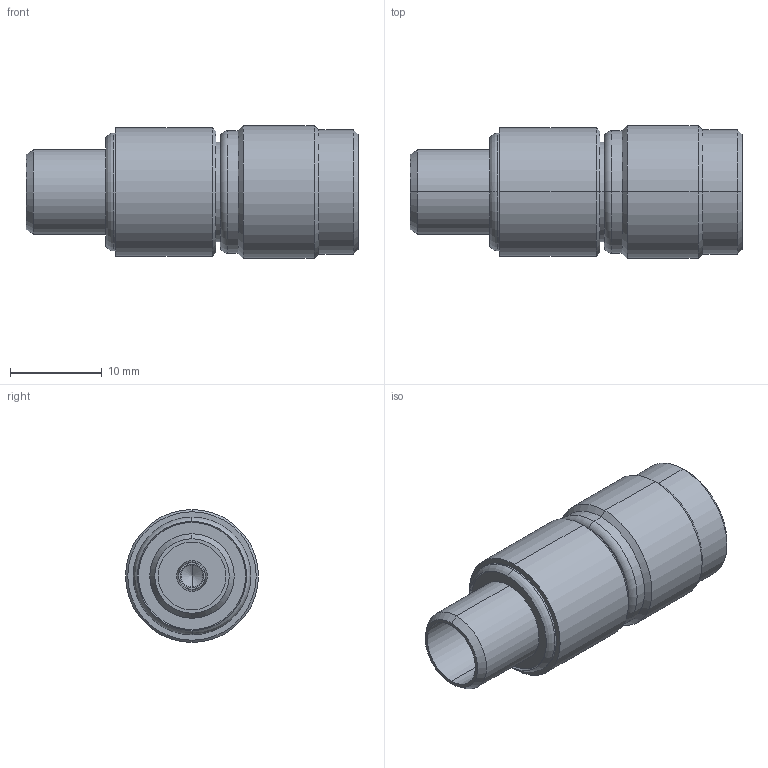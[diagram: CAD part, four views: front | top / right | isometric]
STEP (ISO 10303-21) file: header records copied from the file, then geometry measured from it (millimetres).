
FILE_DESCRIPTION (( 'STEP AP214' ), '1' );
FILE_NAME ('ARTP-1406.STEP', '2014-02-06T17:57:28', ( 'L-Com' ), ( 'L-Com Global Connectivity' ), 'SwSTEP 2.0', 'SolidWorks 2012', '' );
FILE_SCHEMA (( 'AUTOMOTIVE_DESIGN' ));
Length unit declared in the file: inch
Products named in the file (1): ARTP-1406
Bounding box: 36.2 x 14.5 x 14.5 mm (x, y, z)
Volume: 3465.9 mm3; surface area: 3336.7 mm2
Topology: 1 solids, 1 shells, 142 faces, 318 edges, 186 vertices
Faces by surface type: cone 68, cylinder 34, plane 30, torus 10
Entity records: 4477 total; most frequent: CARTESIAN_POINT 751, DIRECTION 734, ORIENTED_EDGE 628, EDGE_CURVE 314, AXIS2_PLACEMENT_3D 301, VERTEX_POINT 186, CIRCLE 158, EDGE_LOOP 154
